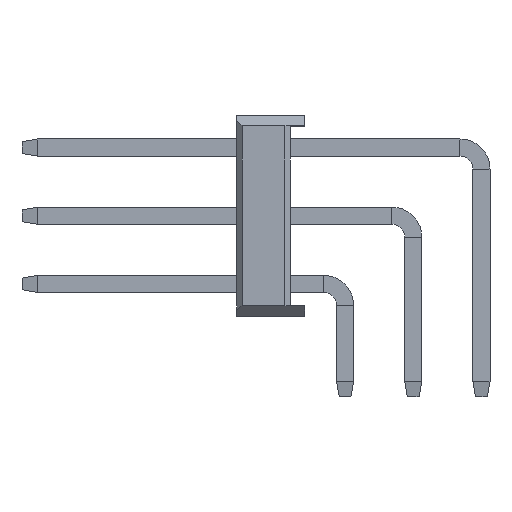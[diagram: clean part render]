
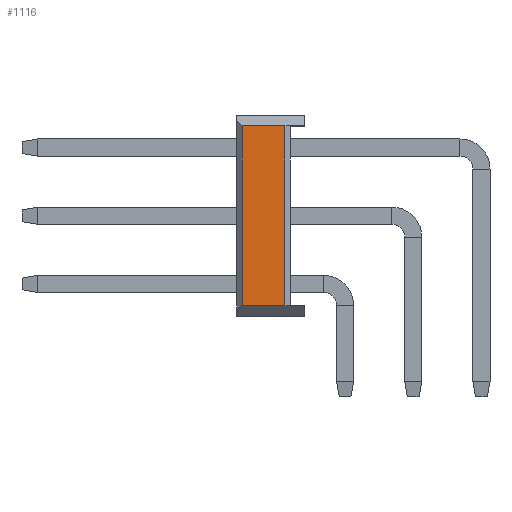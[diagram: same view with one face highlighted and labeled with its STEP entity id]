
A CAD part, left-side view. The second image highlights one B-rep face of the part: STEP entity #1116.
In plain terms, the highlighted planar face has unit normal (-1, 0, 0).
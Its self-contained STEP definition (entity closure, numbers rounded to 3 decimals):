
#912 = ORIENTED_EDGE ( 'NONE', *, *, #17901, .F. ) ;
#1116 = ADVANCED_FACE ( 'NONE', ( #10753 ), #16283, .F. ) ;
#1435 = ORIENTED_EDGE ( 'NONE', *, *, #14991, .T. ) ;
#2220 = VECTOR ( 'NONE', #17302, 1000. ) ;
#2490 = LINE ( 'NONE', #9427, #7008 ) ;
#3384 = VECTOR ( 'NONE', #15697, 1000. ) ;
#4390 = VERTEX_POINT ( 'NONE', #18582 ) ;
#4933 = EDGE_CURVE ( 'NONE', #20317, #13825, #7735, .T. ) ;
#5347 = DIRECTION ( 'NONE',  ( 0., 0., -1. ) ) ;
#5444 = ORIENTED_EDGE ( 'NONE', *, *, #4933, .F. ) ;
#5481 = CARTESIAN_POINT ( 'NONE',  ( -1.27, 2.54, 3.35 ) ) ;
#7008 = VECTOR ( 'NONE', #12793, 1000. ) ;
#7735 = LINE ( 'NONE', #8785, #12211 ) ;
#8214 = EDGE_CURVE ( 'NONE', #4390, #13825, #2490, .T. ) ;
#8420 = EDGE_LOOP ( 'NONE', ( #912, #1435, #11514, #5444 ) ) ;
#8785 = CARTESIAN_POINT ( 'NONE',  ( -1.27, 0.74, 3.35 ) ) ;
#9427 = CARTESIAN_POINT ( 'NONE',  ( -1.27, 2.54, -3.35 ) ) ;
#10753 = FACE_OUTER_BOUND ( 'NONE', #8420, .T. ) ;
#11304 = AXIS2_PLACEMENT_3D ( 'NONE', #14565, #13307, #13236 ) ;
#11514 = ORIENTED_EDGE ( 'NONE', *, *, #8214, .T. ) ;
#12211 = VECTOR ( 'NONE', #5347, 1000. ) ;
#12403 = LINE ( 'NONE', #19006, #3384 ) ;
#12793 = DIRECTION ( 'NONE',  ( 0., -1., 0. ) ) ;
#13236 = DIRECTION ( 'NONE',  ( 0., 0., -1. ) ) ;
#13307 = DIRECTION ( 'NONE',  ( 1., 0., 0. ) ) ;
#13825 = VERTEX_POINT ( 'NONE', #14081 ) ;
#14081 = CARTESIAN_POINT ( 'NONE',  ( -1.27, 0.74, -3.35 ) ) ;
#14550 = CARTESIAN_POINT ( 'NONE',  ( -1.27, 2.34, 3.35 ) ) ;
#14565 = CARTESIAN_POINT ( 'NONE',  ( -1.27, 2.54, -3.35 ) ) ;
#14991 = EDGE_CURVE ( 'NONE', #15677, #4390, #12403, .T. ) ;
#15190 = LINE ( 'NONE', #5481, #2220 ) ;
#15677 = VERTEX_POINT ( 'NONE', #14550 ) ;
#15697 = DIRECTION ( 'NONE',  ( 0., 0., -1. ) ) ;
#16283 = PLANE ( 'NONE',  #11304 ) ;
#17302 = DIRECTION ( 'NONE',  ( 0., -1., 0. ) ) ;
#17901 = EDGE_CURVE ( 'NONE', #15677, #20317, #15190, .T. ) ;
#18052 = CARTESIAN_POINT ( 'NONE',  ( -1.27, 0.74, 3.35 ) ) ;
#18582 = CARTESIAN_POINT ( 'NONE',  ( -1.27, 2.34, -3.35 ) ) ;
#19006 = CARTESIAN_POINT ( 'NONE',  ( -1.27, 2.34, -3.35 ) ) ;
#20317 = VERTEX_POINT ( 'NONE', #18052 ) ;
